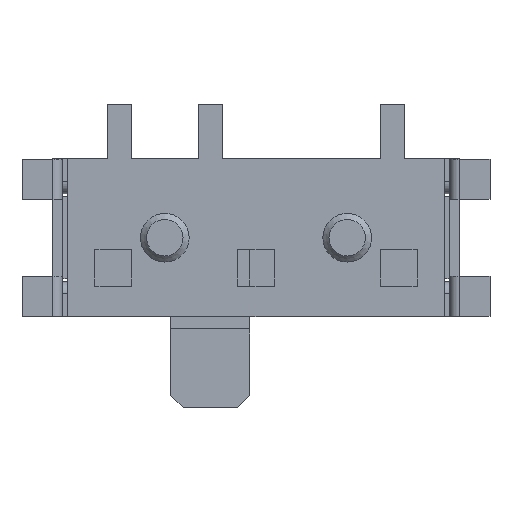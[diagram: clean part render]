
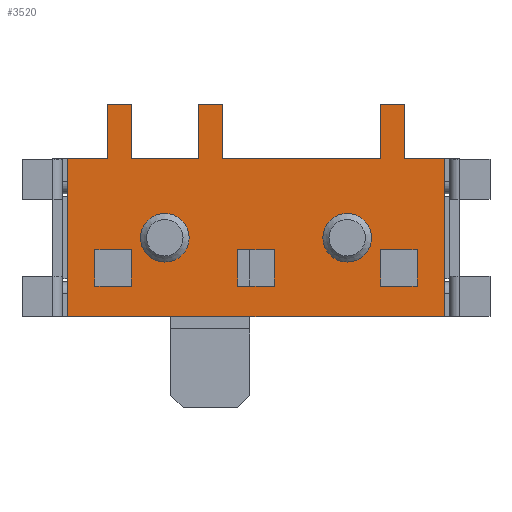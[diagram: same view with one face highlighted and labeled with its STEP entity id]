
A CAD part, front view. The second image highlights one B-rep face of the part: STEP entity #3520.
In plain terms, the highlighted planar face has unit normal (0, -1, 0).
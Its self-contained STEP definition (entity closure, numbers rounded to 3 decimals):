
#63=FACE_BOUND('',#380,.T.);
#64=FACE_BOUND('',#381,.T.);
#65=FACE_BOUND('',#382,.T.);
#66=FACE_BOUND('',#383,.T.);
#67=FACE_BOUND('',#384,.T.);
#208=FACE_OUTER_BOUND('',#379,.T.);
#379=EDGE_LOOP('',(#3026,#3027,#3028,#3029,#3030,#3031,#3032,#3033,#3034,
#3035,#3036,#3037,#3038,#3039,#3040,#3041));
#380=EDGE_LOOP('',(#3042,#3043,#3044,#3045));
#381=EDGE_LOOP('',(#3046,#3047,#3048,#3049));
#382=EDGE_LOOP('',(#3050,#3051,#3052,#3053));
#383=EDGE_LOOP('',(#3054));
#384=EDGE_LOOP('',(#3055));
#435=CIRCLE('',#3629,0.4);
#455=CIRCLE('',#3752,0.4);
#579=LINE('',#4956,#1023);
#626=LINE('',#5058,#1070);
#630=LINE('',#5066,#1074);
#634=LINE('',#5074,#1078);
#638=LINE('',#5082,#1082);
#692=LINE('',#5190,#1136);
#729=LINE('',#5276,#1173);
#758=LINE('',#5338,#1202);
#774=LINE('',#5384,#1218);
#810=LINE('',#5457,#1254);
#818=LINE('',#5473,#1262);
#822=LINE('',#5483,#1266);
#833=LINE('',#5504,#1277);
#835=LINE('',#5509,#1279);
#837=LINE('',#5513,#1281);
#840=LINE('',#5519,#1284);
#842=LINE('',#5523,#1286);
#844=LINE('',#5527,#1288);
#846=LINE('',#5531,#1290);
#847=LINE('',#5533,#1291);
#872=LINE('',#5586,#1316);
#876=LINE('',#5594,#1320);
#878=LINE('',#5598,#1322);
#890=LINE('',#5620,#1334);
#891=LINE('',#5621,#1335);
#892=LINE('',#5622,#1336);
#893=LINE('',#5623,#1337);
#894=LINE('',#5624,#1338);
#1023=VECTOR('',#3977,1000.);
#1070=VECTOR('',#4050,1000.);
#1074=VECTOR('',#4054,1000.);
#1078=VECTOR('',#4058,1000.);
#1082=VECTOR('',#4062,1000.);
#1136=VECTOR('',#4148,1000.);
#1173=VECTOR('',#4223,1000.);
#1202=VECTOR('',#4286,1000.);
#1218=VECTOR('',#4342,1000.);
#1254=VECTOR('',#4410,1000.);
#1262=VECTOR('',#4424,1000.);
#1266=VECTOR('',#4436,1000.);
#1277=VECTOR('',#4463,1000.);
#1279=VECTOR('',#4469,1000.);
#1281=VECTOR('',#4473,1000.);
#1284=VECTOR('',#4478,1000.);
#1286=VECTOR('',#4482,1000.);
#1288=VECTOR('',#4486,1000.);
#1290=VECTOR('',#4490,1000.);
#1291=VECTOR('',#4493,1000.);
#1316=VECTOR('',#4560,1000.);
#1320=VECTOR('',#4570,1000.);
#1322=VECTOR('',#4576,1000.);
#1334=VECTOR('',#4602,1000.);
#1335=VECTOR('',#4603,1000.);
#1336=VECTOR('',#4604,1000.);
#1337=VECTOR('',#4605,1000.);
#1338=VECTOR('',#4606,1000.);
#1465=VERTEX_POINT('',#4953);
#1466=VERTEX_POINT('',#4955);
#1507=VERTEX_POINT('',#5055);
#1508=VERTEX_POINT('',#5057);
#1511=VERTEX_POINT('',#5063);
#1512=VERTEX_POINT('',#5065);
#1515=VERTEX_POINT('',#5071);
#1516=VERTEX_POINT('',#5073);
#1519=VERTEX_POINT('',#5079);
#1520=VERTEX_POINT('',#5081);
#1555=VERTEX_POINT('',#5183);
#1558=VERTEX_POINT('',#5188);
#1561=VERTEX_POINT('',#5198);
#1601=VERTEX_POINT('',#5331);
#1604=VERTEX_POINT('',#5336);
#1613=VERTEX_POINT('',#5380);
#1635=VERTEX_POINT('',#5455);
#1640=VERTEX_POINT('',#5471);
#1642=VERTEX_POINT('',#5482);
#1644=VERTEX_POINT('',#5502);
#1645=VERTEX_POINT('',#5507);
#1646=VERTEX_POINT('',#5511);
#1647=VERTEX_POINT('',#5515);
#1648=VERTEX_POINT('',#5517);
#1649=VERTEX_POINT('',#5521);
#1650=VERTEX_POINT('',#5525);
#1651=VERTEX_POINT('',#5529);
#1658=VERTEX_POINT('',#5585);
#1659=VERTEX_POINT('',#5592);
#1663=VERTEX_POINT('',#5625);
#1803=EDGE_CURVE('',#1465,#1466,#579,.T.);
#1855=EDGE_CURVE('',#1507,#1508,#626,.T.);
#1859=EDGE_CURVE('',#1511,#1512,#630,.T.);
#1863=EDGE_CURVE('',#1515,#1516,#634,.T.);
#1867=EDGE_CURVE('',#1519,#1520,#638,.T.);
#1925=EDGE_CURVE('',#1555,#1558,#692,.T.);
#1928=EDGE_CURVE('',#1561,#1561,#435,.T.);
#1970=EDGE_CURVE('',#1507,#1466,#729,.T.);
#2005=EDGE_CURVE('',#1601,#1604,#758,.T.);
#2028=EDGE_CURVE('',#1613,#1601,#774,.T.);
#2067=EDGE_CURVE('',#1635,#1515,#810,.T.);
#2075=EDGE_CURVE('',#1640,#1519,#818,.T.);
#2079=EDGE_CURVE('',#1508,#1642,#822,.T.);
#2091=EDGE_CURVE('',#1644,#1511,#833,.T.);
#2093=EDGE_CURVE('',#1558,#1645,#835,.T.);
#2095=EDGE_CURVE('',#1646,#1555,#837,.T.);
#2098=EDGE_CURVE('',#1647,#1648,#840,.T.);
#2100=EDGE_CURVE('',#1648,#1649,#842,.T.);
#2102=EDGE_CURVE('',#1649,#1650,#844,.T.);
#2104=EDGE_CURVE('',#1651,#1613,#846,.T.);
#2105=EDGE_CURVE('',#1604,#1651,#847,.T.);
#2132=EDGE_CURVE('',#1516,#1658,#872,.T.);
#2136=EDGE_CURVE('',#1659,#1635,#876,.T.);
#2138=EDGE_CURVE('',#1520,#1465,#878,.T.);
#2150=EDGE_CURVE('',#1658,#1640,#890,.T.);
#2151=EDGE_CURVE('',#1512,#1659,#891,.T.);
#2152=EDGE_CURVE('',#1642,#1644,#892,.T.);
#2153=EDGE_CURVE('',#1645,#1646,#893,.T.);
#2154=EDGE_CURVE('',#1650,#1647,#894,.T.);
#2155=EDGE_CURVE('',#1663,#1663,#455,.T.);
#3026=ORIENTED_EDGE('',*,*,#1970,.T.);
#3027=ORIENTED_EDGE('',*,*,#1803,.F.);
#3028=ORIENTED_EDGE('',*,*,#2138,.F.);
#3029=ORIENTED_EDGE('',*,*,#1867,.F.);
#3030=ORIENTED_EDGE('',*,*,#2075,.F.);
#3031=ORIENTED_EDGE('',*,*,#2150,.F.);
#3032=ORIENTED_EDGE('',*,*,#2132,.F.);
#3033=ORIENTED_EDGE('',*,*,#1863,.F.);
#3034=ORIENTED_EDGE('',*,*,#2067,.F.);
#3035=ORIENTED_EDGE('',*,*,#2136,.F.);
#3036=ORIENTED_EDGE('',*,*,#2151,.F.);
#3037=ORIENTED_EDGE('',*,*,#1859,.F.);
#3038=ORIENTED_EDGE('',*,*,#2091,.F.);
#3039=ORIENTED_EDGE('',*,*,#2152,.F.);
#3040=ORIENTED_EDGE('',*,*,#2079,.F.);
#3041=ORIENTED_EDGE('',*,*,#1855,.F.);
#3042=ORIENTED_EDGE('',*,*,#2104,.T.);
#3043=ORIENTED_EDGE('',*,*,#2028,.T.);
#3044=ORIENTED_EDGE('',*,*,#2005,.T.);
#3045=ORIENTED_EDGE('',*,*,#2105,.T.);
#3046=ORIENTED_EDGE('',*,*,#1925,.T.);
#3047=ORIENTED_EDGE('',*,*,#2093,.T.);
#3048=ORIENTED_EDGE('',*,*,#2153,.T.);
#3049=ORIENTED_EDGE('',*,*,#2095,.T.);
#3050=ORIENTED_EDGE('',*,*,#2102,.T.);
#3051=ORIENTED_EDGE('',*,*,#2154,.T.);
#3052=ORIENTED_EDGE('',*,*,#2098,.T.);
#3053=ORIENTED_EDGE('',*,*,#2100,.T.);
#3054=ORIENTED_EDGE('',*,*,#2155,.F.);
#3055=ORIENTED_EDGE('',*,*,#1928,.F.);
#3284=PLANE('',#3751);
#3520=ADVANCED_FACE('',(#208,#63,#64,#65,#66,#67),#3284,.F.);
#3629=AXIS2_PLACEMENT_3D('',#5199,#4159,#4160);
#3751=AXIS2_PLACEMENT_3D('',#5619,#4600,#4601);
#3752=AXIS2_PLACEMENT_3D('',#5626,#4607,#4608);
#3977=DIRECTION('',(-1.,0.,0.));
#4050=DIRECTION('',(1.,0.,0.));
#4054=DIRECTION('',(1.,0.,0.));
#4058=DIRECTION('',(1.,0.,0.));
#4062=DIRECTION('',(1.,0.,0.));
#4148=DIRECTION('',(0.,0.,1.));
#4159=DIRECTION('center_axis',(0.,-1.,0.));
#4160=DIRECTION('ref_axis',(-1.,0.,0.));
#4223=DIRECTION('',(0.,0.,-1.));
#4286=DIRECTION('',(0.,0.,-1.));
#4342=DIRECTION('',(1.,0.,0.));
#4410=DIRECTION('',(0.,0.,-1.));
#4424=DIRECTION('',(0.,0.,-1.));
#4436=DIRECTION('',(0.,0.,1.));
#4463=DIRECTION('',(0.,0.,-1.));
#4469=DIRECTION('',(1.,0.,0.));
#4473=DIRECTION('',(-1.,0.,0.));
#4478=DIRECTION('',(0.,0.,-1.));
#4482=DIRECTION('',(-1.,0.,0.));
#4486=DIRECTION('',(0.,0.,1.));
#4490=DIRECTION('',(0.,0.,1.));
#4493=DIRECTION('',(-1.,0.,0.));
#4560=DIRECTION('',(0.,0.,1.));
#4570=DIRECTION('',(1.,0.,0.));
#4576=DIRECTION('',(0.,0.,-1.));
#4600=DIRECTION('center_axis',(0.,1.,0.));
#4601=DIRECTION('ref_axis',(1.,0.,0.));
#4602=DIRECTION('',(1.,0.,0.));
#4603=DIRECTION('',(0.,0.,1.));
#4604=DIRECTION('',(1.,0.,0.));
#4605=DIRECTION('',(0.,0.,-1.));
#4606=DIRECTION('',(1.,0.,0.));
#4607=DIRECTION('center_axis',(0.,-1.,0.));
#4608=DIRECTION('ref_axis',(-1.,0.,0.));
#4953=CARTESIAN_POINT('',(3.1,0.,-1.3));
#4955=CARTESIAN_POINT('',(-3.1,0.,-1.3));
#4956=CARTESIAN_POINT('',(3.1,0.,-1.3));
#5055=CARTESIAN_POINT('',(-3.1,0.,1.3));
#5057=CARTESIAN_POINT('',(-2.45,0.,1.3));
#5058=CARTESIAN_POINT('',(-3.1,0.,1.3));
#5063=CARTESIAN_POINT('',(-2.05,0.,1.3));
#5065=CARTESIAN_POINT('',(-0.95,0.,1.3));
#5066=CARTESIAN_POINT('',(-2.05,0.,1.3));
#5071=CARTESIAN_POINT('',(-0.55,0.,1.3));
#5073=CARTESIAN_POINT('',(2.05,0.,1.3));
#5074=CARTESIAN_POINT('',(-0.55,0.,1.3));
#5079=CARTESIAN_POINT('',(2.45,0.,1.3));
#5081=CARTESIAN_POINT('',(3.1,0.,1.3));
#5082=CARTESIAN_POINT('',(2.45,0.,1.3));
#5183=CARTESIAN_POINT('',(-2.65,0.,-0.795));
#5188=CARTESIAN_POINT('',(-2.65,0.,-0.195));
#5190=CARTESIAN_POINT('',(-2.65,0.,-0.795));
#5198=CARTESIAN_POINT('',(1.1,0.,0.));
#5199=CARTESIAN_POINT('Origin',(1.5,0.,0.));
#5276=CARTESIAN_POINT('',(-3.1,0.,1.3));
#5331=CARTESIAN_POINT('',(2.65,0.,-0.195));
#5336=CARTESIAN_POINT('',(2.65,0.,-0.795));
#5338=CARTESIAN_POINT('',(2.65,0.,-0.195));
#5380=CARTESIAN_POINT('',(2.05,0.,-0.195));
#5384=CARTESIAN_POINT('',(0.,0.,-0.195));
#5455=CARTESIAN_POINT('',(-0.55,0.,2.2));
#5457=CARTESIAN_POINT('',(-0.55,0.,2.2));
#5471=CARTESIAN_POINT('',(2.45,0.,2.2));
#5473=CARTESIAN_POINT('',(2.45,0.,2.2));
#5482=CARTESIAN_POINT('',(-2.45,0.,2.2));
#5483=CARTESIAN_POINT('',(-2.45,0.,1.3));
#5502=CARTESIAN_POINT('',(-2.05,0.,2.2));
#5504=CARTESIAN_POINT('',(-2.05,0.,-0.195));
#5507=CARTESIAN_POINT('',(-2.05,0.,-0.195));
#5509=CARTESIAN_POINT('',(0.,0.,-0.195));
#5511=CARTESIAN_POINT('',(-2.05,0.,-0.795));
#5513=CARTESIAN_POINT('',(0.,0.,-0.795));
#5515=CARTESIAN_POINT('',(0.3,0.,-0.195));
#5517=CARTESIAN_POINT('',(0.3,0.,-0.795));
#5519=CARTESIAN_POINT('',(0.3,0.,-0.195));
#5521=CARTESIAN_POINT('',(-0.3,0.,-0.795));
#5523=CARTESIAN_POINT('',(0.,0.,-0.795));
#5525=CARTESIAN_POINT('',(-0.3,0.,-0.195));
#5527=CARTESIAN_POINT('',(-0.3,0.,-0.795));
#5529=CARTESIAN_POINT('',(2.05,0.,-0.795));
#5531=CARTESIAN_POINT('',(2.05,0.,0.));
#5533=CARTESIAN_POINT('',(2.65,0.,-0.795));
#5585=CARTESIAN_POINT('',(2.05,0.,2.2));
#5586=CARTESIAN_POINT('',(2.05,0.,1.3));
#5592=CARTESIAN_POINT('',(-0.95,0.,2.2));
#5594=CARTESIAN_POINT('',(-2.25,0.,2.2));
#5598=CARTESIAN_POINT('',(3.1,0.,1.3));
#5619=CARTESIAN_POINT('Origin',(0.,0.,0.));
#5620=CARTESIAN_POINT('',(-2.25,0.,2.2));
#5621=CARTESIAN_POINT('',(-0.95,0.,1.3));
#5622=CARTESIAN_POINT('',(-2.45,0.,2.2));
#5623=CARTESIAN_POINT('',(-2.05,0.,-0.195));
#5624=CARTESIAN_POINT('',(-0.3,0.,-0.195));
#5625=CARTESIAN_POINT('',(-1.9,0.,0.));
#5626=CARTESIAN_POINT('Origin',(-1.5,0.,0.));
